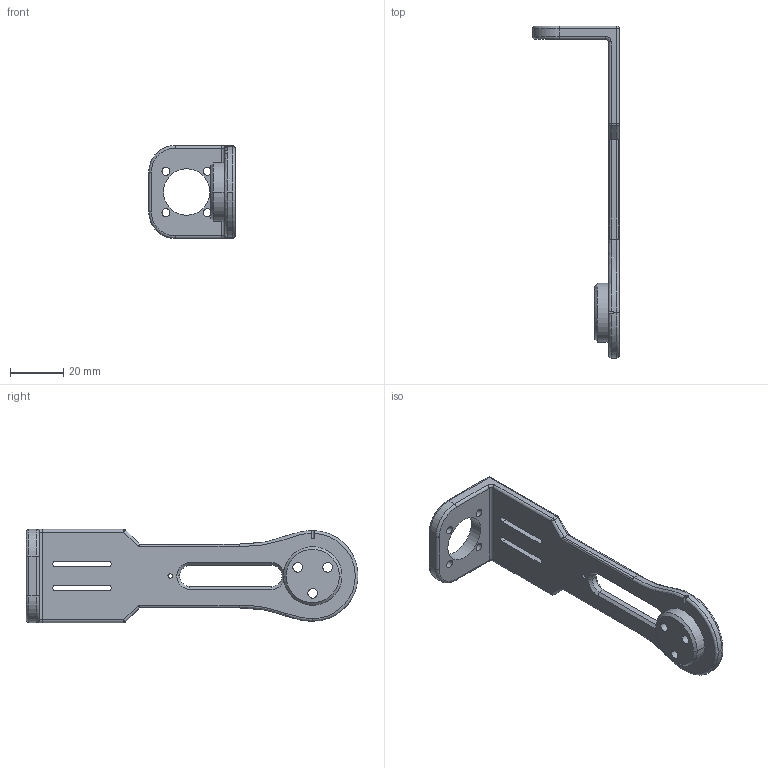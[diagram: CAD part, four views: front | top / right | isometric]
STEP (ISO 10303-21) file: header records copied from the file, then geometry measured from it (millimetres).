
FILE_DESCRIPTION (( 'STEP AP203' ), '1' );
FILE_NAME ('Joint6_Dummy v164 v1.STEP', '2023-12-10T13:51:15', ( '' ), ( '' ), 'SwSTEP 2.0', 'SolidWorks 2022', '' );
FILE_SCHEMA (( 'CONFIG_CONTROL_DESIGN' ));
Length unit declared in the file: millimetre
Products named in the file (1): Joint6_Dummy v164 v1
Bounding box: 32.5 x 124.6 x 35 mm (x, y, z)
Volume: 17518.4 mm3; surface area: 10876 mm2
Topology: 1 solids, 1 shells, 134 faces, 340 edges, 209 vertices
Faces by surface type: cylinder 71, plane 33, cone 10, torus 8, bspline 6, sphere 6
Entity records: 4450 total; most frequent: CARTESIAN_POINT 1121, DIRECTION 693, ORIENTED_EDGE 672, EDGE_CURVE 336, AXIS2_PLACEMENT_3D 269, VERTEX_POINT 209, EDGE_LOOP 163, VECTOR 155
